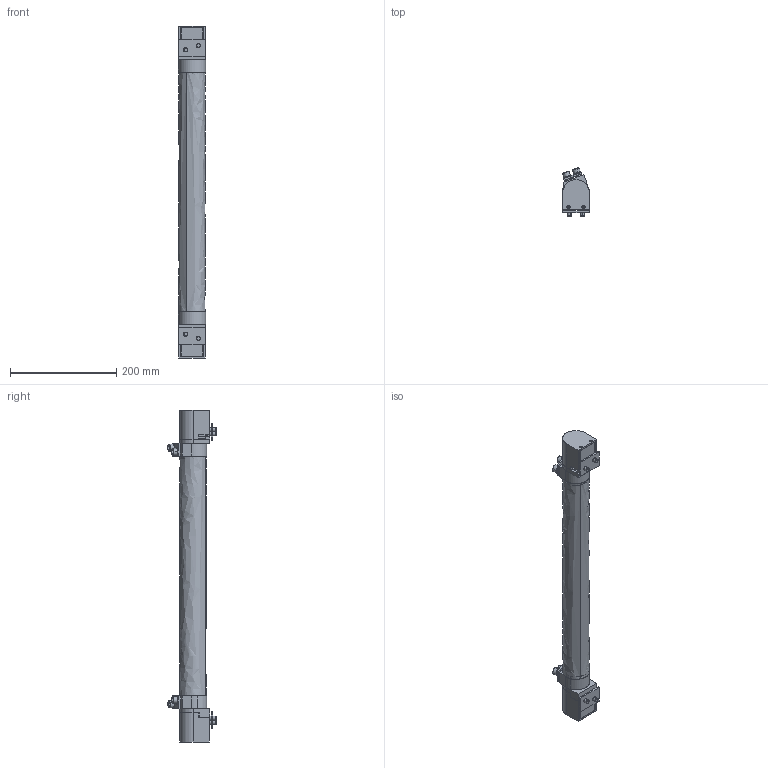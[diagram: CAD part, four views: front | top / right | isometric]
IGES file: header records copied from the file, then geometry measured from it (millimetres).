
Start section: SolidWorks IGES file using analytic representation for surfaces
Global section: file name: B-1999-D-1.IGS; native system: SolidWorks 2011; preprocessor: SolidWorks 2011; author: 1337yo; date: 121004.173046; units: millimetre
Bounding box: 51 x 91.14 x 626 mm (x, y, z)
Surface area: 246742.6 mm2 (no closed solid volume)
Topology: 0 solids, 0 shells, 719 faces, 9052 edges, 9016 vertices
Faces by surface type: bspline 412, revolution 307
